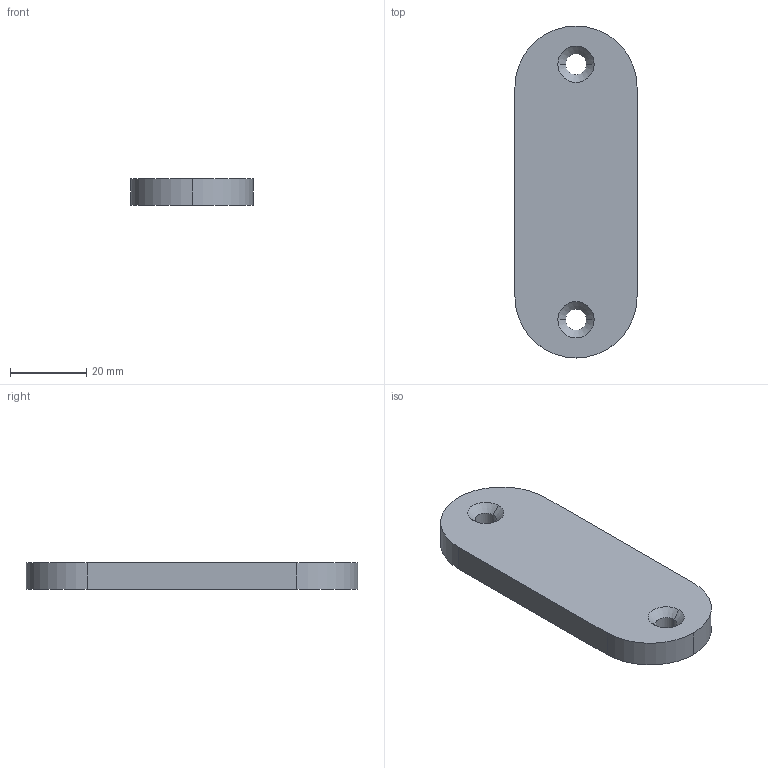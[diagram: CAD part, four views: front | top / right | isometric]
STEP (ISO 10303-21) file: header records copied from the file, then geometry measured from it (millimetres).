
FILE_DESCRIPTION (( 'STEP AP203' ), '1' );
FILE_NAME ('15560.step', '2020-10-07T07:46:46', ( '' ), ( '' ), 'SwSTEP 2.0', 'SolidWorks 2018', '' );
FILE_SCHEMA (( 'CONFIG_CONTROL_DESIGN' ));
Length unit declared in the file: millimetre
Products named in the file (3): AMF Schliessblech Konfig Teil1_15560; AMF Schliessblech Konfig Teil1; 15560
Assembly tree (1 placements, depth 2):
  AMF Schliessblech Konfig Teil1
  15560
    AMF Schliessblech Konfig Teil1_15560
Bounding box: 32 x 87 x 7 mm (x, y, z)
Volume: 17530.8 mm3; surface area: 6726.5 mm2
Topology: 1 solids, 1 shells, 191 faces, 509 edges, 338 vertices
Faces by surface type: plane 97, bspline 82, cylinder 8, cone 4
Entity records: 10573 total; most frequent: CARTESIAN_POINT 6077, ORIENTED_EDGE 1018, DIRECTION 593, EDGE_CURVE 509, VERTEX_POINT 338, VECTOR 325, LINE 325, EDGE_LOOP 213
